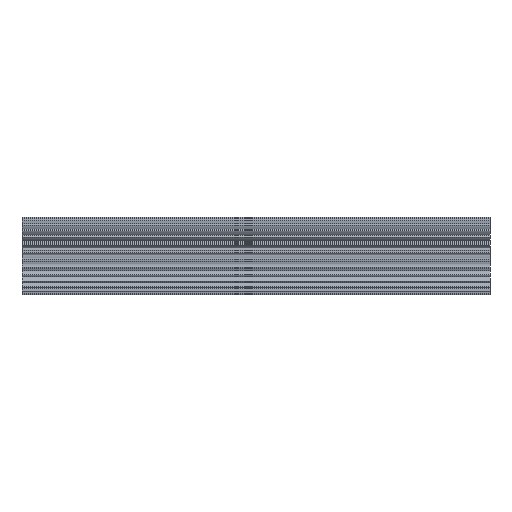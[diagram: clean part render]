
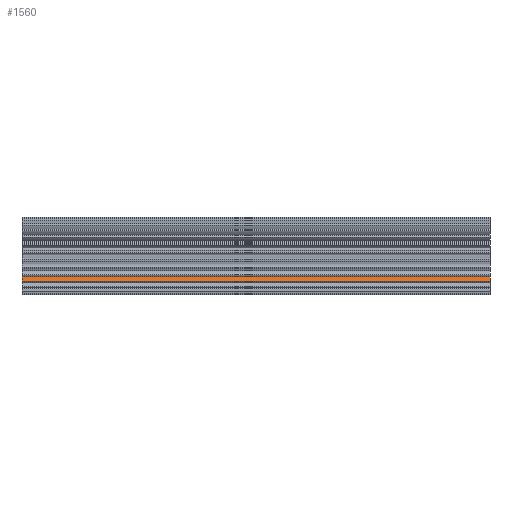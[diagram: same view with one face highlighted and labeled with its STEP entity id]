
A CAD part, front view. The second image highlights one B-rep face of the part: STEP entity #1560.
In plain terms, the highlighted cylindrical face has radius 9.525 mm (diameter 19.05 mm), a partial arc.
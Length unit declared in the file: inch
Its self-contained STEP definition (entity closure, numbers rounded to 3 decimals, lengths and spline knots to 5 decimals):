
#125 = DIRECTION ( 'NONE',  ( 0., -0.588, 0.809 ) ) ;
#159 = VECTOR ( 'NONE', #1180, 39.37008 ) ;
#171 = DIRECTION ( 'NONE',  ( 0., 0., 1. ) ) ;
#195 = CARTESIAN_POINT ( 'NONE',  ( 12., -0.4174, -0.80597 ) ) ;
#482 = FACE_OUTER_BOUND ( 'NONE', #3271, .T. ) ;
#800 = EDGE_CURVE ( 'NONE', #1802, #2345, #1085, .T. ) ;
#951 = CARTESIAN_POINT ( 'NONE',  ( 12., -0.75895, -0.65115 ) ) ;
#1002 = VERTEX_POINT ( 'NONE', #2815 ) ;
#1085 = CIRCLE ( 'NONE', #2686, 0.375 ) ;
#1180 = DIRECTION ( 'NONE',  ( 1., 0., 0. ) ) ;
#1201 = LINE ( 'NONE', #4244, #159 ) ;
#1503 = DIRECTION ( 'NONE',  ( -1., 0., 0. ) ) ;
#1540 = CYLINDRICAL_SURFACE ( 'NONE', #2104, 0.375 ) ;
#1560 = ADVANCED_FACE ( 'NONE', ( #482 ), #1540, .T. ) ;
#1802 = VERTEX_POINT ( 'NONE', #951 ) ;
#1850 = CARTESIAN_POINT ( 'NONE',  ( 0., -0.75895, -0.65115 ) ) ;
#1870 = DIRECTION ( 'NONE',  ( -1., 0., 0. ) ) ;
#1958 = ORIENTED_EDGE ( 'NONE', *, *, #2155, .T. ) ;
#1963 = CIRCLE ( 'NONE', #2332, 0.375 ) ;
#2104 = AXIS2_PLACEMENT_3D ( 'NONE', #195, #1503, #171 ) ;
#2149 = CARTESIAN_POINT ( 'NONE',  ( 12., -0.67425, -0.53275 ) ) ;
#2155 = EDGE_CURVE ( 'NONE', #2345, #1002, #3544, .T. ) ;
#2224 = CARTESIAN_POINT ( 'NONE',  ( 12., -0.4174, -0.80597 ) ) ;
#2297 = DIRECTION ( 'NONE',  ( 1., 0., 0. ) ) ;
#2332 = AXIS2_PLACEMENT_3D ( 'NONE', #4044, #2297, #2972 ) ;
#2345 = VERTEX_POINT ( 'NONE', #3765 ) ;
#2371 = ORIENTED_EDGE ( 'NONE', *, *, #2938, .T. ) ;
#2384 = ORIENTED_EDGE ( 'NONE', *, *, #3018, .T. ) ;
#2518 = DIRECTION ( 'NONE',  ( -1., 0., 0. ) ) ;
#2686 = AXIS2_PLACEMENT_3D ( 'NONE', #2224, #1870, #125 ) ;
#2815 = CARTESIAN_POINT ( 'NONE',  ( 0., -0.67425, -0.53275 ) ) ;
#2938 = EDGE_CURVE ( 'NONE', #4411, #1802, #1201, .T. ) ;
#2972 = DIRECTION ( 'NONE',  ( 0., 0., -1. ) ) ;
#3018 = EDGE_CURVE ( 'NONE', #1002, #4411, #1963, .T. ) ;
#3271 = EDGE_LOOP ( 'NONE', ( #2371, #3282, #1958, #2384 ) ) ;
#3282 = ORIENTED_EDGE ( 'NONE', *, *, #800, .T. ) ;
#3544 = LINE ( 'NONE', #2149, #3972 ) ;
#3765 = CARTESIAN_POINT ( 'NONE',  ( 12., -0.67425, -0.53275 ) ) ;
#3972 = VECTOR ( 'NONE', #2518, 39.37008 ) ;
#4044 = CARTESIAN_POINT ( 'NONE',  ( 0., -0.4174, -0.80597 ) ) ;
#4244 = CARTESIAN_POINT ( 'NONE',  ( 6., -0.75895, -0.65115 ) ) ;
#4411 = VERTEX_POINT ( 'NONE', #1850 ) ;
